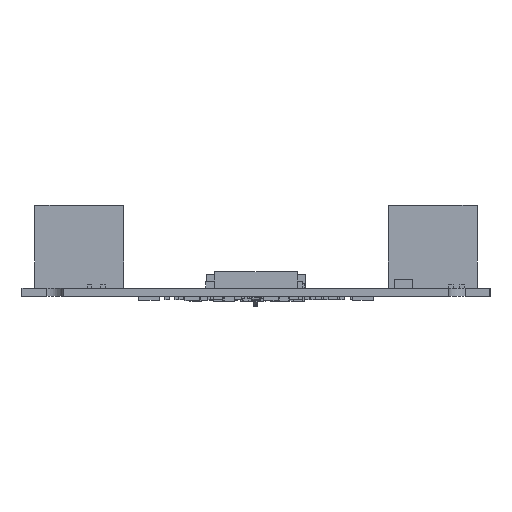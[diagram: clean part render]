
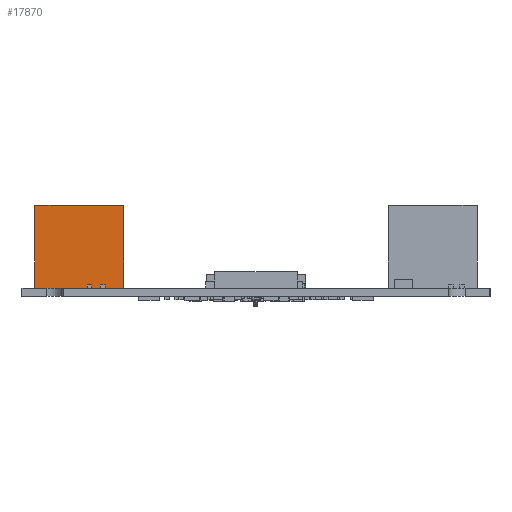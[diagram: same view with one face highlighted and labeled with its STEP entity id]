
A CAD part, left-side view. The second image highlights one B-rep face of the part: STEP entity #17870.
In plain terms, the highlighted planar face has unit normal (-1, 0, 0).
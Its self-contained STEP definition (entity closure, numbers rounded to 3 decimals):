
#17870 = ADVANCED_FACE('',(#17871),#17905,.T.);
#17871 = FACE_BOUND('',#17872,.T.);
#17872 = EDGE_LOOP('',(#17873,#17883,#17891,#17899));
#17873 = ORIENTED_EDGE('',*,*,#17874,.T.);
#17874 = EDGE_CURVE('',#17875,#17877,#17879,.T.);
#17875 = VERTEX_POINT('',#17876);
#17876 = CARTESIAN_POINT('',(-12.699,-5.369,0.));
#17877 = VERTEX_POINT('',#17878);
#17878 = CARTESIAN_POINT('',(-12.699,-5.369,10.));
#17879 = LINE('',#17880,#17881);
#17880 = CARTESIAN_POINT('',(-12.699,-5.369,0.));
#17881 = VECTOR('',#17882,1.);
#17882 = DIRECTION('',(0.,0.,1.));
#17883 = ORIENTED_EDGE('',*,*,#17884,.T.);
#17884 = EDGE_CURVE('',#17877,#17885,#17887,.T.);
#17885 = VERTEX_POINT('',#17886);
#17886 = CARTESIAN_POINT('',(-12.699,5.369,10.));
#17887 = LINE('',#17888,#17889);
#17888 = CARTESIAN_POINT('',(-12.699,-5.369,10.));
#17889 = VECTOR('',#17890,1.);
#17890 = DIRECTION('',(0.,1.,0.));
#17891 = ORIENTED_EDGE('',*,*,#17892,.F.);
#17892 = EDGE_CURVE('',#17893,#17885,#17895,.T.);
#17893 = VERTEX_POINT('',#17894);
#17894 = CARTESIAN_POINT('',(-12.699,5.369,0.));
#17895 = LINE('',#17896,#17897);
#17896 = CARTESIAN_POINT('',(-12.699,5.369,0.));
#17897 = VECTOR('',#17898,1.);
#17898 = DIRECTION('',(0.,0.,1.));
#17899 = ORIENTED_EDGE('',*,*,#17900,.F.);
#17900 = EDGE_CURVE('',#17875,#17893,#17901,.T.);
#17901 = LINE('',#17902,#17903);
#17902 = CARTESIAN_POINT('',(-12.699,-5.369,0.));
#17903 = VECTOR('',#17904,1.);
#17904 = DIRECTION('',(0.,1.,0.));
#17905 = PLANE('',#17906);
#17906 = AXIS2_PLACEMENT_3D('',#17907,#17908,#17909);
#17907 = CARTESIAN_POINT('',(-12.699,-5.369,0.));
#17908 = DIRECTION('',(-1.,0.,0.));
#17909 = DIRECTION('',(0.,1.,0.));
